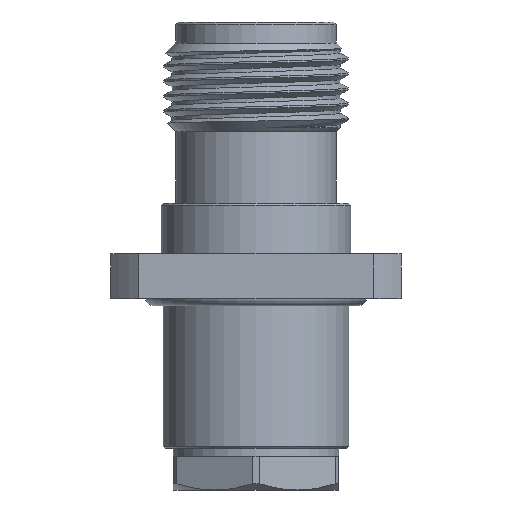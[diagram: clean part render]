
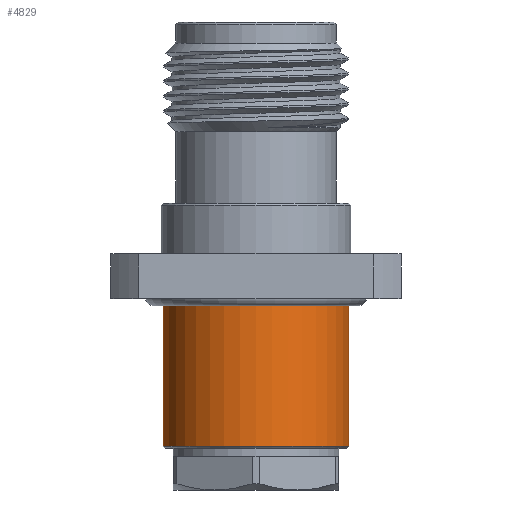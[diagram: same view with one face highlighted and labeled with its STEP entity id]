
A CAD part, front view. The second image highlights one B-rep face of the part: STEP entity #4829.
In plain terms, the highlighted cylindrical face has radius 5.601 mm (diameter 11.201 mm), a partial arc.
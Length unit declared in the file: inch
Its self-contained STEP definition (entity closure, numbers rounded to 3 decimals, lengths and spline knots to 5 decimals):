
#129 = EDGE_CURVE ( 'NONE', #2249, #694, #5818, .T. ) ;
#324 = AXIS2_PLACEMENT_3D ( 'NONE', #2247, #4650, #3601 ) ;
#373 = EDGE_LOOP ( 'NONE', ( #6085, #2333, #5690, #5262 ) ) ;
#492 = CARTESIAN_POINT ( 'NONE',  ( 0.2205, 0., -0.45681 ) ) ;
#600 = VECTOR ( 'NONE', #2938, 39.37008 ) ;
#694 = VERTEX_POINT ( 'NONE', #4205 ) ;
#768 = AXIS2_PLACEMENT_3D ( 'NONE', #920, #3712, #5590 ) ;
#920 = CARTESIAN_POINT ( 'NONE',  ( 0., 0., -0.45681 ) ) ;
#1229 = CYLINDRICAL_SURFACE ( 'NONE', #2368, 0.2205 ) ;
#1434 = EDGE_CURVE ( 'NONE', #5487, #3057, #3409, .T. ) ;
#1524 = DIRECTION ( 'NONE',  ( 0., 0., 1. ) ) ;
#2247 = CARTESIAN_POINT ( 'NONE',  ( 0., 0., -0.0813 ) ) ;
#2249 = VERTEX_POINT ( 'NONE', #4168 ) ;
#2333 = ORIENTED_EDGE ( 'NONE', *, *, #1434, .T. ) ;
#2368 = AXIS2_PLACEMENT_3D ( 'NONE', #4062, #4983, #3532 ) ;
#2449 = CARTESIAN_POINT ( 'NONE',  ( 0.2205, 0., -2.09729 ) ) ;
#2522 = EDGE_CURVE ( 'NONE', #5487, #694, #4823, .T. ) ;
#2826 = VECTOR ( 'NONE', #1524, 39.37008 ) ;
#2938 = DIRECTION ( 'NONE',  ( 0., 0., 1. ) ) ;
#3057 = VERTEX_POINT ( 'NONE', #492 ) ;
#3343 = LINE ( 'NONE', #2449, #600 ) ;
#3409 = CIRCLE ( 'NONE', #768, 0.2205 ) ;
#3532 = DIRECTION ( 'NONE',  ( 1., 0., 0. ) ) ;
#3601 = DIRECTION ( 'NONE',  ( -1., 0., 0. ) ) ;
#3712 = DIRECTION ( 'NONE',  ( 0., 0., 1. ) ) ;
#3869 = CARTESIAN_POINT ( 'NONE',  ( -0.2205, 0., -2.09729 ) ) ;
#4062 = CARTESIAN_POINT ( 'NONE',  ( 0., 0., -2.09729 ) ) ;
#4168 = CARTESIAN_POINT ( 'NONE',  ( 0.2205, 0., -0.0813 ) ) ;
#4205 = CARTESIAN_POINT ( 'NONE',  ( -0.2205, 0., -0.0813 ) ) ;
#4650 = DIRECTION ( 'NONE',  ( 0., 0., -1. ) ) ;
#4823 = LINE ( 'NONE', #3869, #2826 ) ;
#4829 = ADVANCED_FACE ( 'NONE', ( #5471 ), #1229, .T. ) ;
#4983 = DIRECTION ( 'NONE',  ( 0., 0., 1. ) ) ;
#5216 = CARTESIAN_POINT ( 'NONE',  ( -0.2205, 0., -0.45681 ) ) ;
#5262 = ORIENTED_EDGE ( 'NONE', *, *, #129, .T. ) ;
#5471 = FACE_OUTER_BOUND ( 'NONE', #373, .T. ) ;
#5487 = VERTEX_POINT ( 'NONE', #5216 ) ;
#5590 = DIRECTION ( 'NONE',  ( -1., 0., 0. ) ) ;
#5690 = ORIENTED_EDGE ( 'NONE', *, *, #5995, .T. ) ;
#5818 = CIRCLE ( 'NONE', #324, 0.2205 ) ;
#5995 = EDGE_CURVE ( 'NONE', #3057, #2249, #3343, .T. ) ;
#6085 = ORIENTED_EDGE ( 'NONE', *, *, #2522, .F. ) ;
